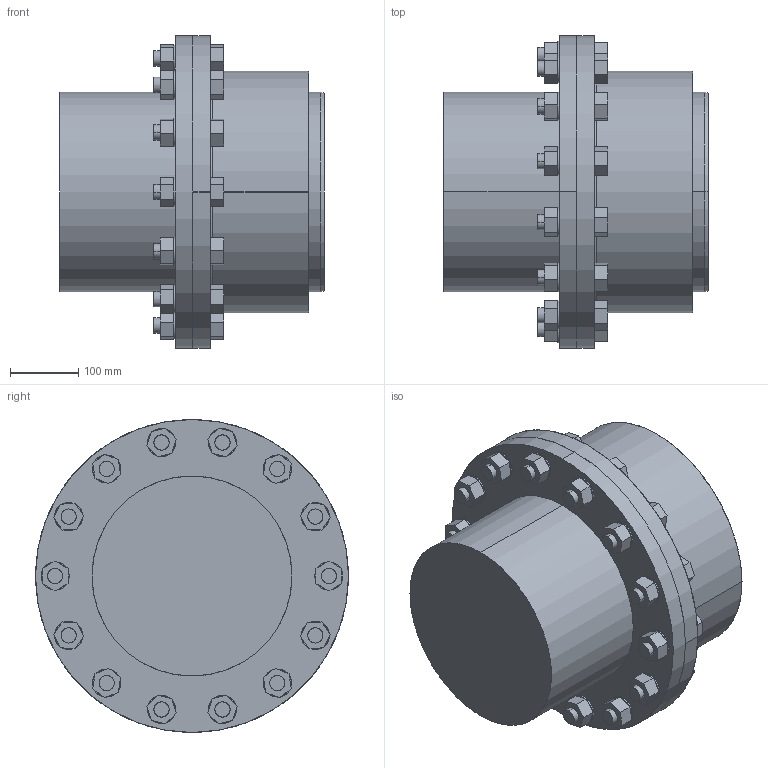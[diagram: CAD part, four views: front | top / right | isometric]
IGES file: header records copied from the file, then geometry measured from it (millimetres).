
Start section: SolidWorks IGES file using analytic representation for surfaces
Global section: file name: H_6H_EB05301414411499.igs; native system: SolidWorks 2009; preprocessor: SolidWorks 2009; author: partstream; date: 090530.141445; units: inch
Bounding box: 386.56 x 457.2 x 457.2 mm (x, y, z)
Surface area: 1260726.8 mm2 (no closed solid volume)
Topology: 0 solids, 0 shells, 481 faces, 5704 edges, 5704 vertices
Faces by surface type: bspline 395, revolution 86
